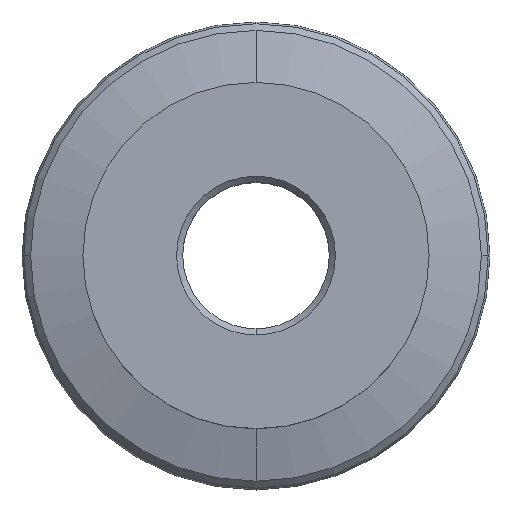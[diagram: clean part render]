
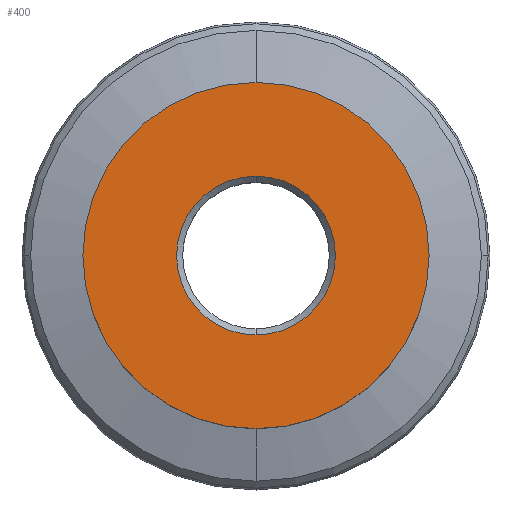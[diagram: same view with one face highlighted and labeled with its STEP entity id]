
A CAD part, top view. The second image highlights one B-rep face of the part: STEP entity #400.
In plain terms, the highlighted planar face has unit normal (0, 0, 1).
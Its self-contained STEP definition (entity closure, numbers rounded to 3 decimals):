
#312=EDGE_CURVE('',#560,#808,#851,.T.);
#400=ADVANCED_FACE('',(#947,#948),#949,.T.);
#452=VERTEX_POINT('',#1008);
#486=EDGE_CURVE('',#742,#452,#1047,.T.);
#560=VERTEX_POINT('',#1128);
#612=EDGE_CURVE('',#452,#742,#1187,.T.);
#690=EDGE_CURVE('',#808,#560,#1271,.T.);
#742=VERTEX_POINT('',#1326);
#808=VERTEX_POINT('',#1399);
#851=CIRCLE('',#1435,10.319);
#947=FACE_BOUND('',#1554,.T.);
#948=FACE_OUTER_BOUND('',#1555,.T.);
#949=PLANE('',#1556);
#1008=CARTESIAN_POINT('',(0.,-22.5,0.0));
#1047=CIRCLE('',#1676,22.5);
#1128=CARTESIAN_POINT('',(0.,-10.319,0.0));
#1187=CIRCLE('',#1853,22.5);
#1271=CIRCLE('',#1971,10.319);
#1326=CARTESIAN_POINT('',(0.0,22.5,0.0));
#1399=CARTESIAN_POINT('',(0.0,10.319,0.0));
#1435=AXIS2_PLACEMENT_3D('',#2158,#2159,#2160);
#1554=EDGE_LOOP('',(#2293,#2294));
#1555=EDGE_LOOP('',(#2295,#2296));
#1556=AXIS2_PLACEMENT_3D('',#2297,#2298,#2299);
#1676=AXIS2_PLACEMENT_3D('',#2443,#2444,#2445);
#1853=AXIS2_PLACEMENT_3D('',#2647,#2648,#2649);
#1971=AXIS2_PLACEMENT_3D('',#2760,#2761,#2762);
#2158=CARTESIAN_POINT('',(0.0,0.0,0.0));
#2159=DIRECTION('',(-0.0,0.0,-1.0));
#2160=DIRECTION('',(0.0,1.0,0.0));
#2293=ORIENTED_EDGE('',*,*,#690,.T.);
#2294=ORIENTED_EDGE('',*,*,#312,.T.);
#2295=ORIENTED_EDGE('',*,*,#486,.F.);
#2296=ORIENTED_EDGE('',*,*,#612,.F.);
#2297=CARTESIAN_POINT('',(0.0,11.25,0.0));
#2298=DIRECTION('',(-0.0,0.0,1.0));
#2299=DIRECTION('',(0.0,-1.0,0.0));
#2443=CARTESIAN_POINT('',(0.0,0.0,0.0));
#2444=DIRECTION('',(0.0,0.0,-1.0));
#2445=DIRECTION('',(0.0,1.0,0.0));
#2647=CARTESIAN_POINT('',(0.0,0.0,0.0));
#2648=DIRECTION('',(0.0,0.0,-1.0));
#2649=DIRECTION('',(0.0,1.0,0.0));
#2760=CARTESIAN_POINT('',(0.0,0.0,0.0));
#2761=DIRECTION('',(-0.0,0.0,-1.0));
#2762=DIRECTION('',(0.0,1.0,0.0));
